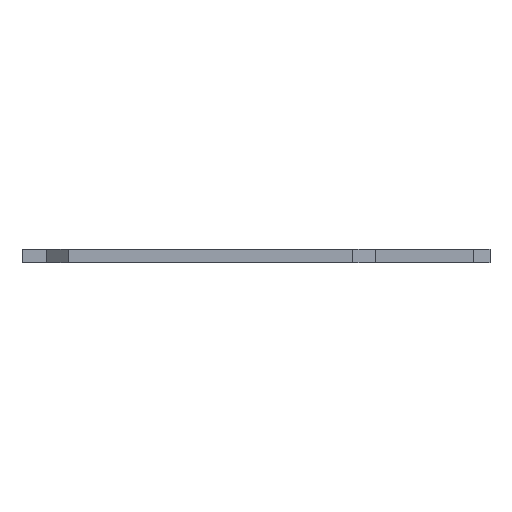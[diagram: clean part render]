
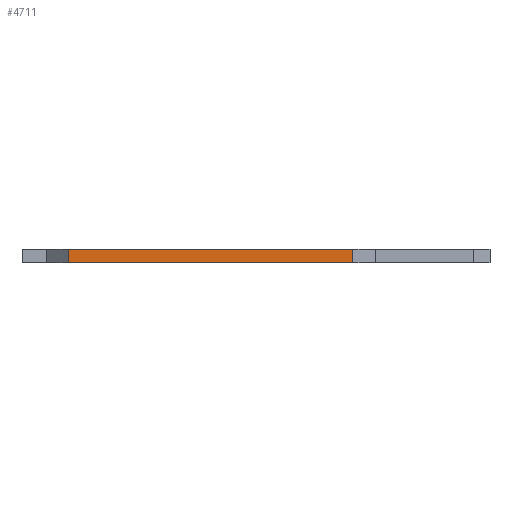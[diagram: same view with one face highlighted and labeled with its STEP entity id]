
A CAD part, left-side view. The second image highlights one B-rep face of the part: STEP entity #4711.
In plain terms, the highlighted planar face has unit normal (-1, 0, 0).
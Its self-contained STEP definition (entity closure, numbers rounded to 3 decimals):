
#83 = PLANE('',#84);
#84 = AXIS2_PLACEMENT_3D('',#85,#86,#87);
#85 = CARTESIAN_POINT('',(88.667,-93.846,1.6));
#86 = DIRECTION('',(-0.,-0.,-1.));
#87 = DIRECTION('',(-1.,0.,0.));
#137 = PLANE('',#138);
#138 = AXIS2_PLACEMENT_3D('',#139,#140,#141);
#139 = CARTESIAN_POINT('',(88.667,-93.846,0.));
#140 = DIRECTION('',(-0.,-0.,-1.));
#141 = DIRECTION('',(-1.,0.,0.));
#358 = VERTEX_POINT('',#359);
#359 = CARTESIAN_POINT('',(50.521,-104.927,0.));
#373 = PLANE('',#374);
#374 = AXIS2_PLACEMENT_3D('',#375,#376,#377);
#375 = CARTESIAN_POINT('',(53.061,-107.518,0.));
#376 = DIRECTION('',(-0.714,-0.7,0.));
#377 = DIRECTION('',(-0.7,0.714,0.));
#385 = EDGE_CURVE('',#358,#386,#388,.T.);
#386 = VERTEX_POINT('',#387);
#387 = CARTESIAN_POINT('',(50.521,-72.034,0.));
#388 = SURFACE_CURVE('',#389,(#393,#400),.PCURVE_S1.);
#389 = LINE('',#390,#391);
#390 = CARTESIAN_POINT('',(50.521,-104.927,0.));
#391 = VECTOR('',#392,1.);
#392 = DIRECTION('',(0.,1.,0.));
#393 = PCURVE('',#137,#394);
#394 = DEFINITIONAL_REPRESENTATION('',(#395),#399);
#395 = LINE('',#396,#397);
#396 = CARTESIAN_POINT('',(38.146,-11.081));
#397 = VECTOR('',#398,1.);
#398 = DIRECTION('',(0.,1.));
#399 = ( GEOMETRIC_REPRESENTATION_CONTEXT(2) 
PARAMETRIC_REPRESENTATION_CONTEXT() REPRESENTATION_CONTEXT('2D SPACE',''
  ) );
#400 = PCURVE('',#401,#406);
#401 = PLANE('',#402);
#402 = AXIS2_PLACEMENT_3D('',#403,#404,#405);
#403 = CARTESIAN_POINT('',(50.521,-104.927,0.));
#404 = DIRECTION('',(-1.,0.,0.));
#405 = DIRECTION('',(0.,1.,0.));
#406 = DEFINITIONAL_REPRESENTATION('',(#407),#411);
#407 = LINE('',#408,#409);
#408 = CARTESIAN_POINT('',(0.,0.));
#409 = VECTOR('',#410,1.);
#410 = DIRECTION('',(1.,0.));
#411 = ( GEOMETRIC_REPRESENTATION_CONTEXT(2) 
PARAMETRIC_REPRESENTATION_CONTEXT() REPRESENTATION_CONTEXT('2D SPACE',''
  ) );
#429 = PLANE('',#430);
#430 = AXIS2_PLACEMENT_3D('',#431,#432,#433);
#431 = CARTESIAN_POINT('',(50.521,-72.034,0.));
#432 = DIRECTION('',(-0.707,0.707,0.));
#433 = DIRECTION('',(0.707,0.707,0.));
#2629 = VERTEX_POINT('',#2630);
#2630 = CARTESIAN_POINT('',(50.521,-104.927,1.6));
#2651 = EDGE_CURVE('',#2629,#2652,#2654,.T.);
#2652 = VERTEX_POINT('',#2653);
#2653 = CARTESIAN_POINT('',(50.521,-72.034,1.6));
#2654 = SURFACE_CURVE('',#2655,(#2659,#2666),.PCURVE_S1.);
#2655 = LINE('',#2656,#2657);
#2656 = CARTESIAN_POINT('',(50.521,-104.927,1.6));
#2657 = VECTOR('',#2658,1.);
#2658 = DIRECTION('',(0.,1.,0.));
#2659 = PCURVE('',#83,#2660);
#2660 = DEFINITIONAL_REPRESENTATION('',(#2661),#2665);
#2661 = LINE('',#2662,#2663);
#2662 = CARTESIAN_POINT('',(38.146,-11.081));
#2663 = VECTOR('',#2664,1.);
#2664 = DIRECTION('',(0.,1.));
#2665 = ( GEOMETRIC_REPRESENTATION_CONTEXT(2) 
PARAMETRIC_REPRESENTATION_CONTEXT() REPRESENTATION_CONTEXT('2D SPACE',''
  ) );
#2666 = PCURVE('',#401,#2667);
#2667 = DEFINITIONAL_REPRESENTATION('',(#2668),#2672);
#2668 = LINE('',#2669,#2670);
#2669 = CARTESIAN_POINT('',(0.,-1.6));
#2670 = VECTOR('',#2671,1.);
#2671 = DIRECTION('',(1.,0.));
#2672 = ( GEOMETRIC_REPRESENTATION_CONTEXT(2) 
PARAMETRIC_REPRESENTATION_CONTEXT() REPRESENTATION_CONTEXT('2D SPACE',''
  ) );
#4663 = EDGE_CURVE('',#358,#2629,#4664,.T.);
#4664 = SURFACE_CURVE('',#4665,(#4669,#4676),.PCURVE_S1.);
#4665 = LINE('',#4666,#4667);
#4666 = CARTESIAN_POINT('',(50.521,-104.927,0.));
#4667 = VECTOR('',#4668,1.);
#4668 = DIRECTION('',(0.,0.,1.));
#4669 = PCURVE('',#373,#4670);
#4670 = DEFINITIONAL_REPRESENTATION('',(#4671),#4675);
#4671 = LINE('',#4672,#4673);
#4672 = CARTESIAN_POINT('',(3.628,0.));
#4673 = VECTOR('',#4674,1.);
#4674 = DIRECTION('',(0.,-1.));
#4675 = ( GEOMETRIC_REPRESENTATION_CONTEXT(2) 
PARAMETRIC_REPRESENTATION_CONTEXT() REPRESENTATION_CONTEXT('2D SPACE',''
  ) );
#4676 = PCURVE('',#401,#4677);
#4677 = DEFINITIONAL_REPRESENTATION('',(#4678),#4682);
#4678 = LINE('',#4679,#4680);
#4679 = CARTESIAN_POINT('',(0.,0.));
#4680 = VECTOR('',#4681,1.);
#4681 = DIRECTION('',(0.,-1.));
#4682 = ( GEOMETRIC_REPRESENTATION_CONTEXT(2) 
PARAMETRIC_REPRESENTATION_CONTEXT() REPRESENTATION_CONTEXT('2D SPACE',''
  ) );
#4711 = ADVANCED_FACE('',(#4712),#401,.T.);
#4712 = FACE_BOUND('',#4713,.T.);
#4713 = EDGE_LOOP('',(#4714,#4715,#4716,#4737));
#4714 = ORIENTED_EDGE('',*,*,#4663,.T.);
#4715 = ORIENTED_EDGE('',*,*,#2651,.T.);
#4716 = ORIENTED_EDGE('',*,*,#4717,.F.);
#4717 = EDGE_CURVE('',#386,#2652,#4718,.T.);
#4718 = SURFACE_CURVE('',#4719,(#4723,#4730),.PCURVE_S1.);
#4719 = LINE('',#4720,#4721);
#4720 = CARTESIAN_POINT('',(50.521,-72.034,0.));
#4721 = VECTOR('',#4722,1.);
#4722 = DIRECTION('',(0.,0.,1.));
#4723 = PCURVE('',#401,#4724);
#4724 = DEFINITIONAL_REPRESENTATION('',(#4725),#4729);
#4725 = LINE('',#4726,#4727);
#4726 = CARTESIAN_POINT('',(32.893,0.));
#4727 = VECTOR('',#4728,1.);
#4728 = DIRECTION('',(0.,-1.));
#4729 = ( GEOMETRIC_REPRESENTATION_CONTEXT(2) 
PARAMETRIC_REPRESENTATION_CONTEXT() REPRESENTATION_CONTEXT('2D SPACE',''
  ) );
#4730 = PCURVE('',#429,#4731);
#4731 = DEFINITIONAL_REPRESENTATION('',(#4732),#4736);
#4732 = LINE('',#4733,#4734);
#4733 = CARTESIAN_POINT('',(0.,0.));
#4734 = VECTOR('',#4735,1.);
#4735 = DIRECTION('',(0.,-1.));
#4736 = ( GEOMETRIC_REPRESENTATION_CONTEXT(2) 
PARAMETRIC_REPRESENTATION_CONTEXT() REPRESENTATION_CONTEXT('2D SPACE',''
  ) );
#4737 = ORIENTED_EDGE('',*,*,#385,.F.);
